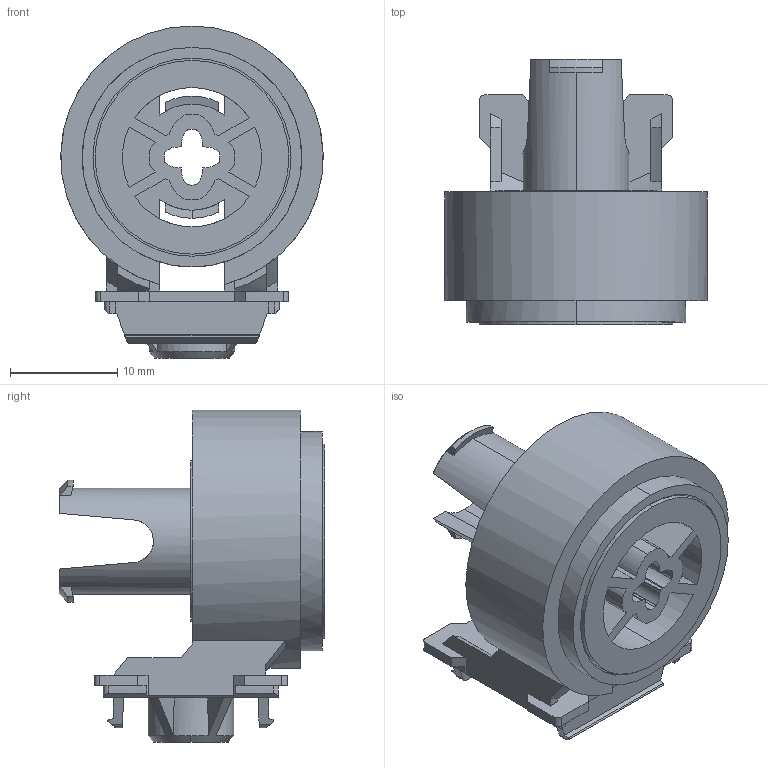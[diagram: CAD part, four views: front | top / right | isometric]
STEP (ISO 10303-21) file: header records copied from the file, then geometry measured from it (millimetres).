
FILE_DESCRIPTION (( 'STEP AP214' ), '1' );
FILE_NAME ('750-0999-054 Rev2.STEP', '2022-10-26T23:40:57', ( '' ), ( '' ), 'SwSTEP 2.0', 'SolidWorks 2021', '' );
FILE_SCHEMA (( 'AUTOMOTIVE_DESIGN' ));
Length unit declared in the file: millimetre
Products named in the file (1): 750-0999-054 Rev2
Bounding box: 24.5 x 24.8 x 31 mm (x, y, z)
Volume: 3601.1 mm3; surface area: 6539.7 mm2
Topology: 1 solids, 1 shells, 341 faces, 1010 edges, 672 vertices
Faces by surface type: plane 181, cylinder 100, cone 40, bspline 20
Entity records: 12324 total; most frequent: CARTESIAN_POINT 3306, ORIENTED_EDGE 2020, DIRECTION 1766, EDGE_CURVE 1010, VERTEX_POINT 672, AXIS2_PLACEMENT_3D 612, VECTOR 542, LINE 542
